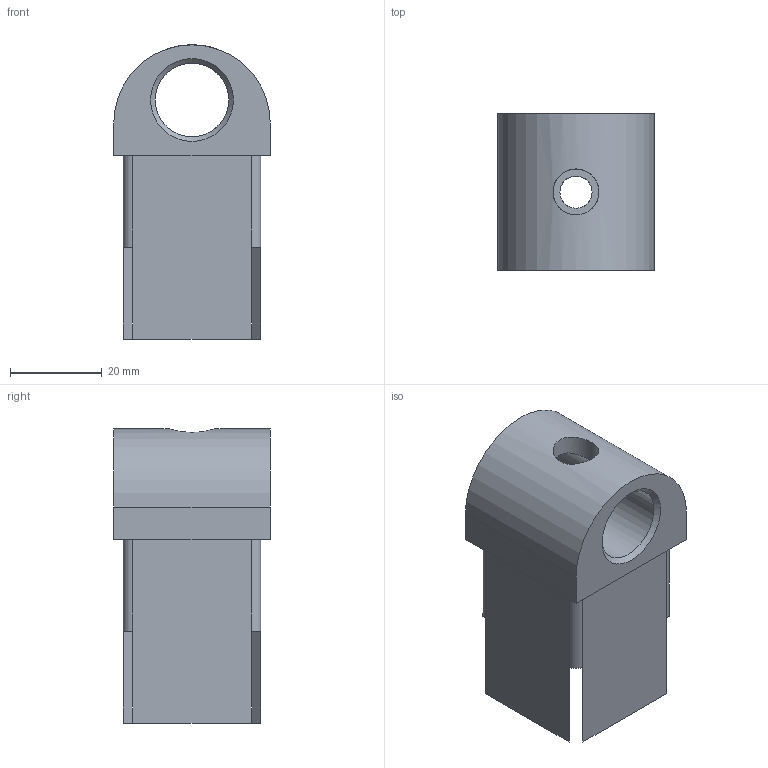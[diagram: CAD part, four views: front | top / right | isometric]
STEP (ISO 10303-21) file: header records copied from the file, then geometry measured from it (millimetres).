
FILE_DESCRIPTION(('FreeCAD Model'),'2;1');
FILE_NAME('emboutspoutre.step','2021-01-22T16:05:14',('Author'),(''), 'Open CASCADE STEP processor 7.3','FreeCAD','Unknown');
FILE_SCHEMA(('AUTOMOTIVE_DESIGN { 1 0 10303 214 1 1 1 1 }'));
Length unit declared in the file: millimetre
Products named in the file (1): Body
Bounding box: 34 x 34 x 64 mm (x, y, z)
Volume: 36753.5 mm3; surface area: 13189.8 mm2
Topology: 1 solids, 1 shells, 49 faces, 112 edges, 66 vertices
Faces by surface type: plane 38, cylinder 9, cone 2
Full cylindrical faces by diameter (mm): 7 x1, 10 x2, 16 x1
Entity records: 3784 total; most frequent: CARTESIAN_POINT 1451, DIRECTION 445, LINE 267, VECTOR 267, ORIENTED_EDGE 224, PCURVE 224, DEFINITIONAL_REPRESENTATION 224, EDGE_CURVE 112
